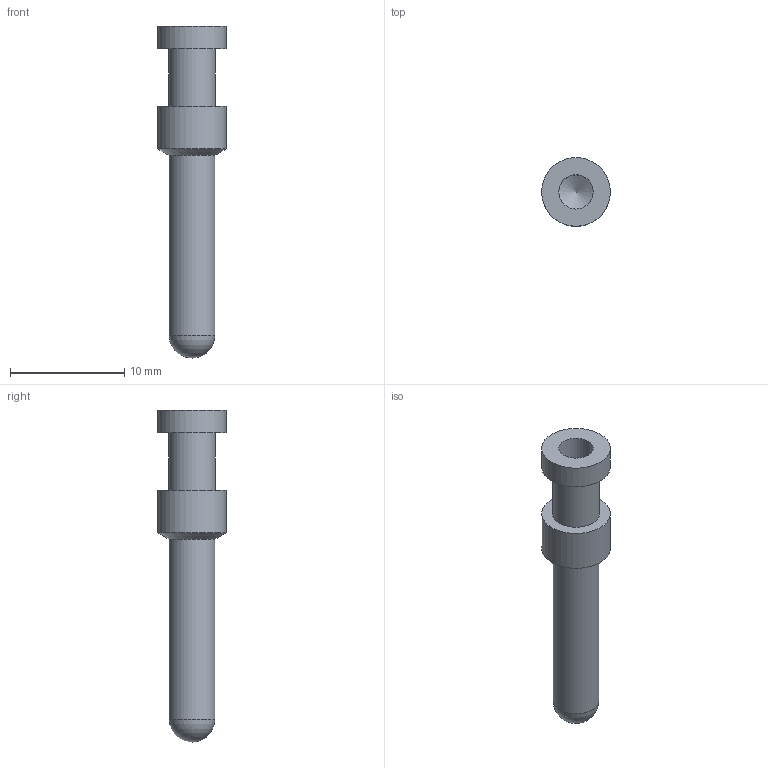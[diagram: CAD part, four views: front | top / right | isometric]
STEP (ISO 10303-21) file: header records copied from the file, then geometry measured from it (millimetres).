
FILE_DESCRIPTION(/* description */ (''),/* implementation_level */ '2;1');
FILE_NAME(/* name */ 'n 01 040 001x 1nxc001-01.stp',/* time_stamp */ '2021-09-30T10:22:53+02:00',/* author */ (''),/* organization */ (''),/* preprocessor_version */ 'ST-DEVELOPER v16.7',/* originating_system */ 'SIEMENS PLM Software NX 12.0',/* authorisation */ '');
FILE_SCHEMA (('AUTOMOTIVE_DESIGN { 1 0 10303 214 3 1 1 1 }'));
Length unit declared in the file: millimetre
Products named in the file (2): n 01 040 001x 1nxm001-05_27462ID; n 01 040 001x 1nxc001-01
Assembly tree (1 placements, depth 2):
  n 01 040 001x 1nxc001-01
    n 01 040 001x 1nxm001-05_27462ID
Bounding box: 6 x 6 x 29 mm (x, y, z)
Volume: 381 mm3; surface area: 566 mm2
Topology: 1 solids, 1 shells, 11 faces, 22 edges, 14 vertices
Faces by surface type: cylinder 5, plane 3, cone 2, sphere 1
Full cylindrical faces by diameter (mm): 3 x1, 4 x1, 4.1 x1, 6 x2
Entity records: 260 total; most frequent: DIRECTION 46, CARTESIAN_POINT 34, AXIS2_PLACEMENT_3D 23, FACE_BOUND 20, EDGE_LOOP 20, ORIENTED_EDGE 20, ADVANCED_FACE 11, VERTEX_POINT 11
